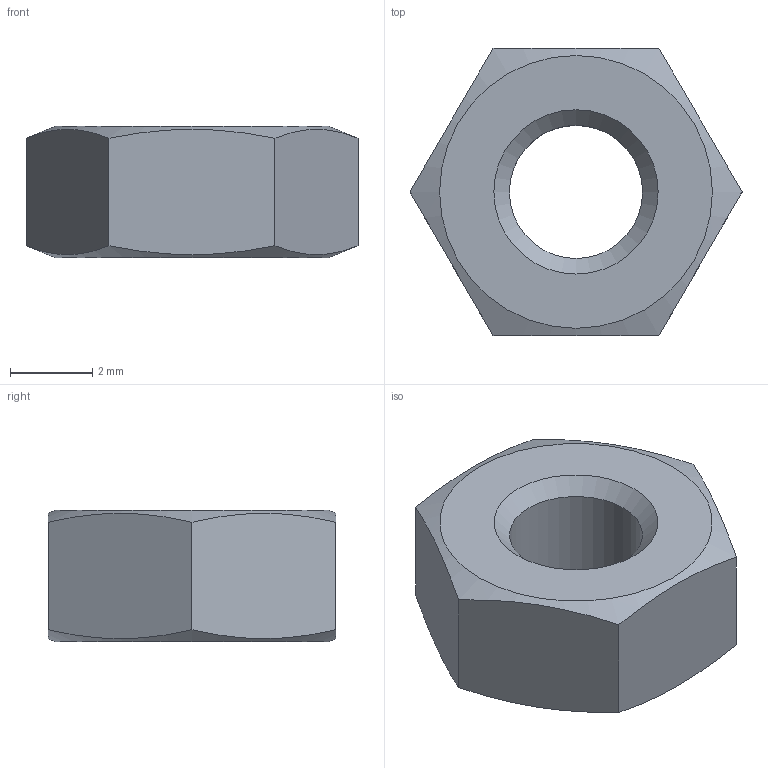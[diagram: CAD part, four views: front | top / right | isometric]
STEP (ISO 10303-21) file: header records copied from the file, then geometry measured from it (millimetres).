
FILE_DESCRIPTION(/* description */ (''),/* implementation_level */ '2;1');
FILE_NAME(/* name */ 'DIN934-M4 nut.stp',/* time_stamp */ '2020-08-22T12:41:30-04:00',/* author */ ('ignac'),/* organization */ ('TraceParts S.A.'),/* preprocessor_version */ 'ST-DEVELOPER v18',/* originating_system */ 'Autodesk Inventor 2020',/* authorisation */ '');
FILE_SCHEMA (('AUTOMOTIVE_DESIGN { 1 0 10303 214 3 1 1 }'));
Length unit declared in the file: millimetre
Products named in the file (1): DIN934-M4 nut
Bounding box: 8.08 x 7 x 3.2 mm (x, y, z)
Volume: 106.4 mm3; surface area: 168.5 mm2
Topology: 1 solids, 1 shells, 13 faces, 35 edges, 24 vertices
Faces by surface type: plane 8, cone 4, cylinder 1
Full cylindrical faces by diameter (mm): 3.242 x1
Entity records: 450 total; most frequent: CARTESIAN_POINT 97, ORIENTED_EDGE 70, DIRECTION 63, EDGE_CURVE 35, AXIS2_PLACEMENT_3D 26, VERTEX_POINT 24, EDGE_LOOP 15, FACE_OUTER_BOUND 13
